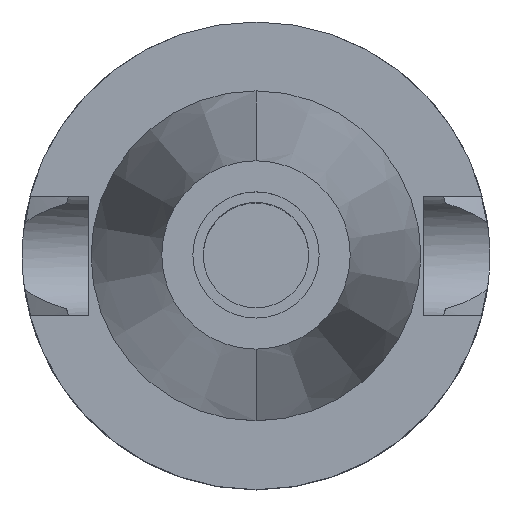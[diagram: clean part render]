
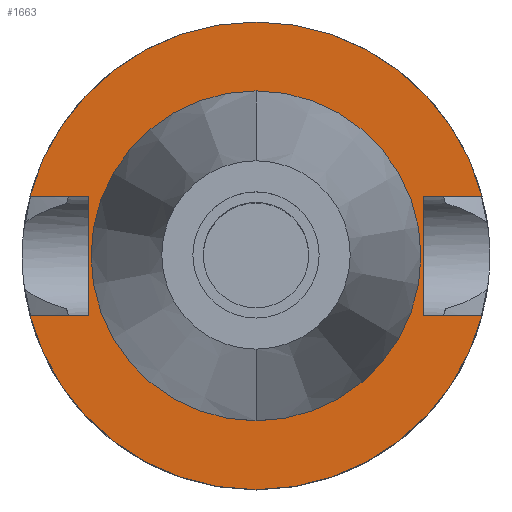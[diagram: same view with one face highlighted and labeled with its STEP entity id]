
A CAD part, top view. The second image highlights one B-rep face of the part: STEP entity #1663.
In plain terms, the highlighted planar face has unit normal (0, 0, 1).
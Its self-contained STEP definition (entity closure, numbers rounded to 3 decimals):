
#94=DIRECTION('',(0.,1.,0.));
#95=VECTOR('',#94,16.1);
#96=CARTESIAN_POINT('',(-22.5,-8.05,-1.));
#97=LINE('',#96,#95);
#101=DIRECTION('',(-1.,0.,0.));
#102=VECTOR('',#101,7.954);
#103=CARTESIAN_POINT('',(-22.5,8.05,-1.));
#104=LINE('',#103,#102);
#108=CARTESIAN_POINT('',(0.,0.,-1.));
#109=DIRECTION('',(0.,0.,-1.));
#110=DIRECTION('',(-0.967,0.256,0.));
#111=AXIS2_PLACEMENT_3D('',#108,#109,#110);
#116=CARTESIAN_POINT('',(0.,0.,-1.));
#117=DIRECTION('',(0.,0.,-1.));
#118=DIRECTION('',(0.,1.,0.));
#119=AXIS2_PLACEMENT_3D('',#116,#117,#118);
#124=DIRECTION('',(0.,-1.,0.));
#125=VECTOR('',#124,16.1);
#126=CARTESIAN_POINT('',(22.5,8.05,-1.));
#127=LINE('',#126,#125);
#131=DIRECTION('',(1.,0.,0.));
#132=VECTOR('',#131,7.954);
#133=CARTESIAN_POINT('',(22.5,-8.05,-1.));
#134=LINE('',#133,#132);
#138=CARTESIAN_POINT('',(0.,0.,-1.));
#139=DIRECTION('',(0.,0.,-1.));
#140=DIRECTION('',(0.967,-0.256,0.));
#141=AXIS2_PLACEMENT_3D('',#138,#139,#140);
#146=CARTESIAN_POINT('',(0.,0.,-1.));
#147=DIRECTION('',(0.,0.,-1.));
#148=DIRECTION('',(0.,-1.,0.));
#149=AXIS2_PLACEMENT_3D('',#146,#147,#148);
#154=CARTESIAN_POINT('',(0.,0.,-1.));
#155=DIRECTION('',(0.,0.,1.));
#156=DIRECTION('',(0.,1.,0.));
#157=AXIS2_PLACEMENT_3D('',#154,#155,#156);
#162=CARTESIAN_POINT('',(0.,0.,-1.));
#163=DIRECTION('',(0.,0.,1.));
#164=DIRECTION('',(0.,-1.,0.));
#165=AXIS2_PLACEMENT_3D('',#162,#163,#164);
#200=DIRECTION('',(-1.,0.,0.));
#201=VECTOR('',#200,7.954);
#202=CARTESIAN_POINT('',(-22.5,-8.05,-1.));
#203=LINE('',#202,#201);
#337=DIRECTION('',(1.,0.,0.));
#338=VECTOR('',#337,7.954);
#339=CARTESIAN_POINT('',(22.5,8.05,-1.));
#340=LINE('',#339,#338);
#1389=CARTESIAN_POINT('',(0.,22.225,-1.));
#1390=VERTEX_POINT('',#1389);
#1391=CARTESIAN_POINT('',(0.,-22.225,-1.));
#1392=VERTEX_POINT('',#1391);
#1393=CARTESIAN_POINT('',(-22.5,-8.05,-1.));
#1394=CARTESIAN_POINT('',(-22.5,8.05,-1.));
#1395=VERTEX_POINT('',#1393);
#1396=VERTEX_POINT('',#1394);
#1397=CARTESIAN_POINT('',(-30.454,8.05,-1.));
#1398=VERTEX_POINT('',#1397);
#1399=CARTESIAN_POINT('',(0.,31.5,-1.));
#1400=CARTESIAN_POINT('',(30.454,8.05,-1.));
#1401=VERTEX_POINT('',#1399);
#1402=VERTEX_POINT('',#1400);
#1403=CARTESIAN_POINT('',(22.5,8.05,-1.));
#1404=VERTEX_POINT('',#1403);
#1405=CARTESIAN_POINT('',(22.5,-8.05,-1.));
#1406=VERTEX_POINT('',#1405);
#1407=CARTESIAN_POINT('',(30.454,-8.05,-1.));
#1408=VERTEX_POINT('',#1407);
#1409=CARTESIAN_POINT('',(0.,-31.5,-1.));
#1410=CARTESIAN_POINT('',(-30.454,-8.05,-1.));
#1411=VERTEX_POINT('',#1409);
#1412=VERTEX_POINT('',#1410);
#1632=CARTESIAN_POINT('',(0.,0.,-1.));
#1633=DIRECTION('',(0.,0.,-1.));
#1634=DIRECTION('',(0.,-1.,0.));
#1635=AXIS2_PLACEMENT_3D('',#1632,#1633,#1634);
#1636=PLANE('',#1635);
#1638=ORIENTED_EDGE('',*,*,#1637,.T.);
#1640=ORIENTED_EDGE('',*,*,#1639,.T.);
#1642=ORIENTED_EDGE('',*,*,#1641,.T.);
#1644=ORIENTED_EDGE('',*,*,#1643,.T.);
#1646=ORIENTED_EDGE('',*,*,#1645,.F.);
#1648=ORIENTED_EDGE('',*,*,#1647,.T.);
#1650=ORIENTED_EDGE('',*,*,#1649,.T.);
#1652=ORIENTED_EDGE('',*,*,#1651,.T.);
#1654=ORIENTED_EDGE('',*,*,#1653,.T.);
#1656=ORIENTED_EDGE('',*,*,#1655,.F.);
#1657=EDGE_LOOP('',(#1638,#1640,#1642,#1644,#1646,#1648,#1650,#1652,#1654,
#1656));
#1658=FACE_OUTER_BOUND('',#1657,.F.);
#1659=ORIENTED_EDGE('',*,*,#1627,.T.);
#1660=ORIENTED_EDGE('',*,*,#1611,.T.);
#1661=EDGE_LOOP('',(#1659,#1660));
#1662=FACE_BOUND('',#1661,.F.);
#112=CIRCLE('',#111,31.5);
#120=CIRCLE('',#119,31.5);
#142=CIRCLE('',#141,31.5);
#150=CIRCLE('',#149,31.5);
#158=CIRCLE('',#157,22.225);
#166=CIRCLE('',#165,22.225);
#1611=EDGE_CURVE('',#1392,#1390,#166,.T.);
#1627=EDGE_CURVE('',#1390,#1392,#158,.T.);
#1637=EDGE_CURVE('',#1395,#1396,#97,.T.);
#1639=EDGE_CURVE('',#1396,#1398,#104,.T.);
#1641=EDGE_CURVE('',#1398,#1401,#112,.T.);
#1643=EDGE_CURVE('',#1401,#1402,#120,.T.);
#1645=EDGE_CURVE('',#1404,#1402,#340,.T.);
#1647=EDGE_CURVE('',#1404,#1406,#127,.T.);
#1649=EDGE_CURVE('',#1406,#1408,#134,.T.);
#1651=EDGE_CURVE('',#1408,#1411,#142,.T.);
#1653=EDGE_CURVE('',#1411,#1412,#150,.T.);
#1655=EDGE_CURVE('',#1395,#1412,#203,.T.);
#1663=ADVANCED_FACE('',(#1658,#1662),#1636,.F.);
